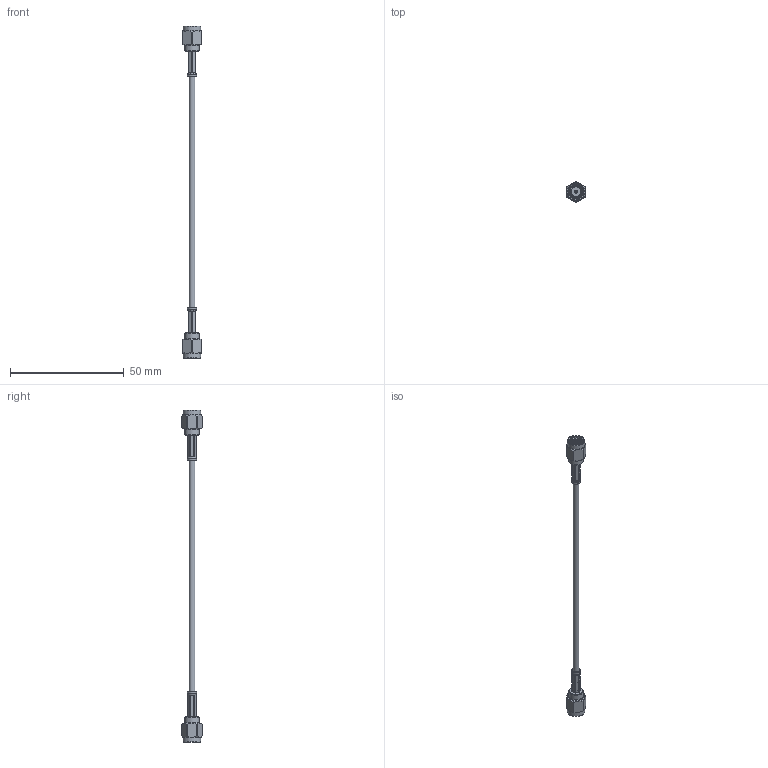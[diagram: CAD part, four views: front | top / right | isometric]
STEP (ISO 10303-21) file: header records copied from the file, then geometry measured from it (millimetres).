
FILE_DESCRIPTION (( 'STEP AP203' ), '1' );
FILE_NAME ('PE3573LF_3D.step', '2022-07-15T21:19:10', ( '' ), ( '' ), 'SwSTEP 2.0', 'SolidWorks 2021', '' );
FILE_SCHEMA (( 'CONFIG_CONTROL_DESIGN' ));
Length unit declared in the file: inch
Products named in the file (3): PE3573LF_3D; PE4003^PE3573LF_Crimped; RG316U^PE3573LF_RG316U
Assembly tree (3 placements, depth 2):
  PE3573LF_3D
    RG316U^PE3573LF_RG316U
    PE4003^PE3573LF_Crimped  x2
Bounding box: 7.94 x 9.02 x 146.02 mm (x, y, z)
Volume: 1444.4 mm3; surface area: 2609.8 mm2
Topology: 5 solids, 5 shells, 223 faces, 543 edges, 348 vertices
Faces by surface type: cylinder 97, plane 76, cone 34, bspline 10, torus 6
Full cylindrical faces by diameter (mm): 0.914 x2, 1.168 x2, 1.702 x2, 2.548 x2, 2.591 x1, 2.7 x2, 3.48 x2, 3.988 x2, 4.572 x2, 6.35 x16, 7.734 x2
Entity records: 5608 total; most frequent: CARTESIAN_POINT 3073, ORIENTED_EDGE 456, DIRECTION 412, EDGE_CURVE 228, AXIS2_PLACEMENT_3D 173, VERTEX_POINT 158, EDGE_LOOP 138, FACE_OUTER_BOUND 123
